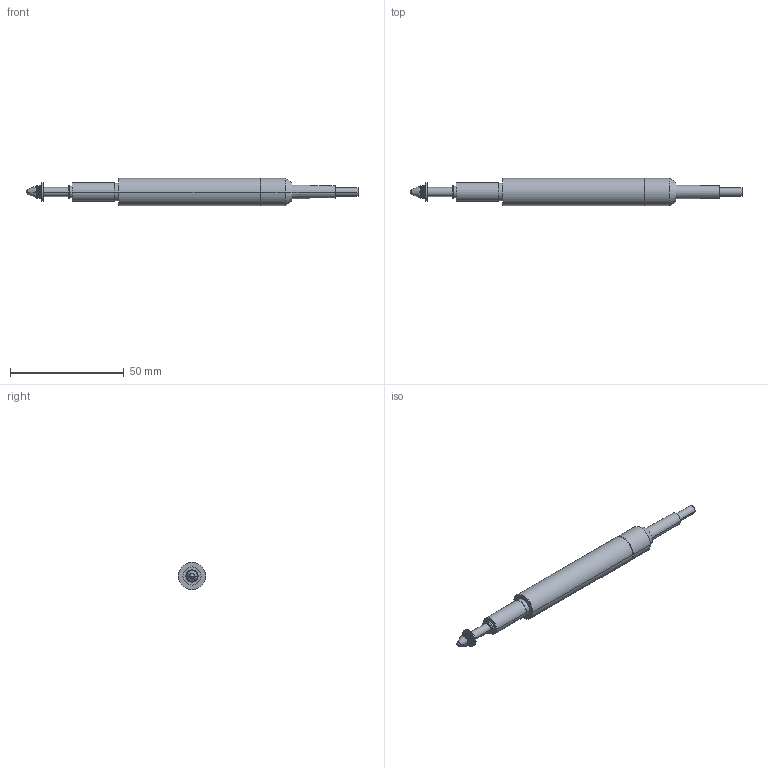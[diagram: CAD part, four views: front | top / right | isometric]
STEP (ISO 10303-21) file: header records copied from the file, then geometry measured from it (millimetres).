
FILE_DESCRIPTION((''),'2;1');
FILE_NAME('ENCOMBR900_1010_ASM','2007-08-22T',('PTC'),('Sylvac SA'),'PRO/ENGINEER BY PARAMETRIC TECHNOLOGY CORPORATION, 2005310','PRO/ENGINEER BY PARAMETRIC TECHNOLOGY CORPORATION, 2005310','');
FILE_SCHEMA(('CONFIG_CONTROL_DESIGN'));
Length unit declared in the file: millimetre
Products named in the file (4): 107_ENCOMBR; RONDELLE2_5_8INOX; 905_2204; ENCOMBR900_1010_ASM
Assembly tree (3 placements, depth 2):
  ENCOMBR900_1010_ASM
    107_ENCOMBR
    RONDELLE2_5_8INOX
    905_2204
Bounding box: 145.8 x 12 x 12 mm (x, y, z)
Volume: 10452.1 mm3; surface area: 4517.5 mm2
Topology: 3 solids, 4 shells, 741 faces, 1520 edges, 793 vertices
Faces by surface type: bspline 504, cylinder 134, plane 51, cone 50, sphere 2
Entity records: 28098 total; most frequent: CARTESIAN_POINT 16207, ORIENTED_EDGE 3032, EDGE_CURVE 1518, DIRECTION 1184, B_SPLINE_CURVE_WITH_KNOTS 1008, VERTEX_POINT 793, EDGE_LOOP 753, FACE_OUTER_BOUND 741
